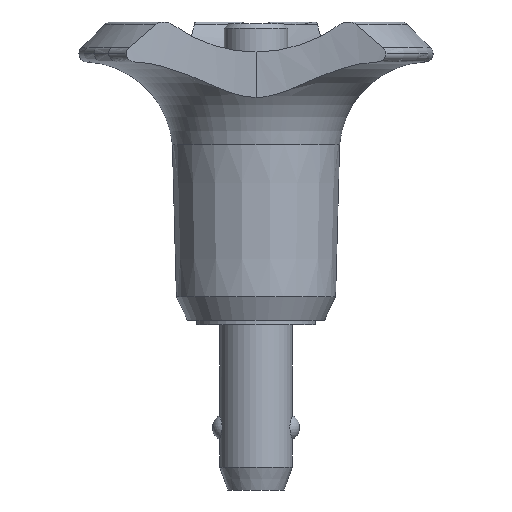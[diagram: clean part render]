
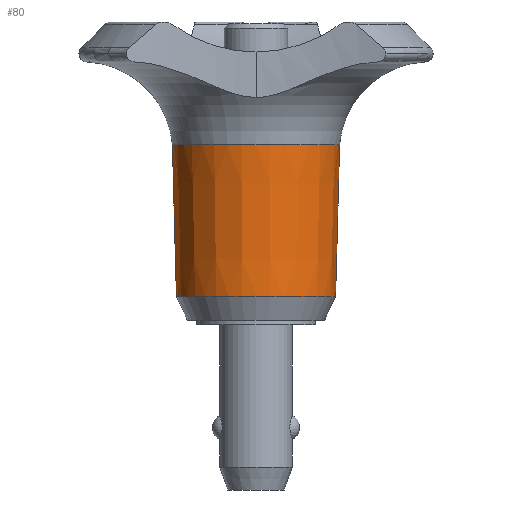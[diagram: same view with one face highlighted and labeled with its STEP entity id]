
A CAD part, front view. The second image highlights one B-rep face of the part: STEP entity #80.
In plain terms, the highlighted conical face has half-angle 1.511 degrees and reference radius 8.98 mm.
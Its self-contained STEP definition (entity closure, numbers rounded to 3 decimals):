
#80=ADVANCED_FACE('',(#203),#204,.T.);
#203=FACE_OUTER_BOUND('',#371,.T.);
#204=CONICAL_SURFACE('',#372,8.98,0.026);
#371=EDGE_LOOP('',(#543,#544,#545,#546));
#372=AXIS2_PLACEMENT_3D('',#547,#548,#549);
#543=ORIENTED_EDGE('',*,*,#1011,.F.);
#544=ORIENTED_EDGE('',*,*,#1012,.T.);
#545=ORIENTED_EDGE('',*,*,#1013,.F.);
#546=ORIENTED_EDGE('',*,*,#1007,.F.);
#547=CARTESIAN_POINT('',(0.0,0.,11.447));
#548=DIRECTION('',(-0.0,0.,1.0));
#549=DIRECTION('',(1.0,0.0,0.0));
#1007=EDGE_CURVE('',#1195,#1198,#1199,.T.);
#1011=EDGE_CURVE('',#1204,#1195,#1205,.T.);
#1012=EDGE_CURVE('',#1204,#1206,#1207,.T.);
#1013=EDGE_CURVE('',#1198,#1206,#1208,.T.);
#1195=VERTEX_POINT('',#1468);
#1198=VERTEX_POINT('',#1472);
#1199=CIRCLE('',#1473,8.759);
#1204=VERTEX_POINT('',#1479);
#1205=LINE('',#1480,#1481);
#1206=VERTEX_POINT('',#1482);
#1207=CIRCLE('',#1483,9.2);
#1208=LINE('',#1484,#1485);
#1468=CARTESIAN_POINT('',(8.759,0.,3.093));
#1472=CARTESIAN_POINT('',(-8.759,0.,3.093));
#1473=AXIS2_PLACEMENT_3D('',#2443,#2444,#2445);
#1479=CARTESIAN_POINT('',(9.2,0.,19.8));
#1480=CARTESIAN_POINT('',(8.98,0.,11.447));
#1481=VECTOR('',#2450,1.0);
#1482=CARTESIAN_POINT('',(-9.2,0.,19.8));
#1483=AXIS2_PLACEMENT_3D('',#2451,#2452,#2453);
#1484=CARTESIAN_POINT('',(-8.98,0.,11.447));
#1485=VECTOR('',#2454,1.0);
#2443=CARTESIAN_POINT('',(0.0,0.,3.093));
#2444=DIRECTION('',(0.0,0.,-1.0));
#2445=DIRECTION('',(1.0,0.0,0.0));
#2450=DIRECTION('',(-0.026,0.,-1.));
#2451=CARTESIAN_POINT('',(0.,0.,19.8));
#2452=DIRECTION('',(0.,0.,-1.0));
#2453=DIRECTION('',(0.,1.0,0.0));
#2454=DIRECTION('',(-0.026,0.,1.));
